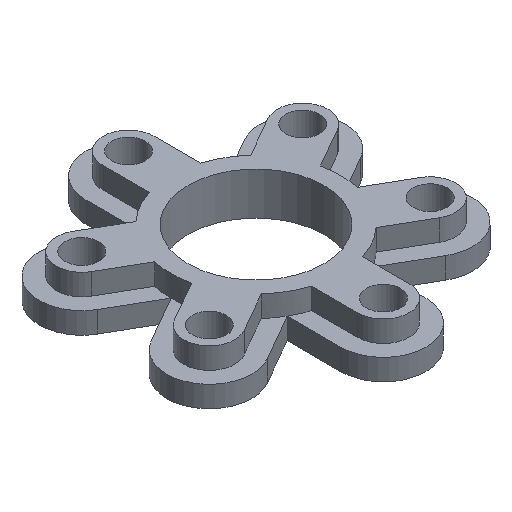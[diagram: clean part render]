
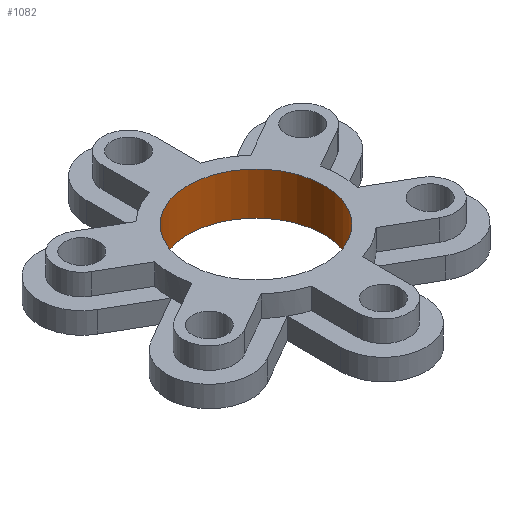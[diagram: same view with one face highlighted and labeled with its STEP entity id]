
A CAD part, isometric view. The second image highlights one B-rep face of the part: STEP entity #1082.
In plain terms, the highlighted cylindrical face has radius 16 mm (diameter 32 mm), a full revolution.
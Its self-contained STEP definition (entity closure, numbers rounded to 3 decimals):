
#122=FACE_OUTER_BOUND('',#193,.T.);
#193=EDGE_LOOP('',(#937,#938,#939,#940));
#290=LINE('',#1823,#387);
#387=VECTOR('',#1494,16.);
#439=CIRCLE('',#1173,16.);
#459=CIRCLE('',#1200,16.);
#519=VERTEX_POINT('',#1715);
#557=VERTEX_POINT('',#1804);
#641=EDGE_CURVE('',#519,#519,#439,.T.);
#685=EDGE_CURVE('',#557,#557,#459,.T.);
#694=EDGE_CURVE('',#519,#557,#290,.T.);
#937=ORIENTED_EDGE('',*,*,#641,.F.);
#938=ORIENTED_EDGE('',*,*,#694,.T.);
#939=ORIENTED_EDGE('',*,*,#685,.T.);
#940=ORIENTED_EDGE('',*,*,#694,.F.);
#1037=CYLINDRICAL_SURFACE('',#1209,16.);
#1082=ADVANCED_FACE('',(#122),#1037,.F.);
#1173=AXIS2_PLACEMENT_3D('',#1716,#1392,#1393);
#1200=AXIS2_PLACEMENT_3D('',#1805,#1470,#1471);
#1209=AXIS2_PLACEMENT_3D('',#1822,#1492,#1493);
#1392=DIRECTION('center_axis',(0.,0.,-1.));
#1393=DIRECTION('ref_axis',(1.,0.,0.));
#1470=DIRECTION('center_axis',(0.,0.,-1.));
#1471=DIRECTION('ref_axis',(1.,0.,0.));
#1492=DIRECTION('center_axis',(0.,0.,1.));
#1493=DIRECTION('ref_axis',(1.,0.,0.));
#1494=DIRECTION('',(0.,0.,-1.));
#1715=CARTESIAN_POINT('',(-16.,0.,10.));
#1716=CARTESIAN_POINT('Origin',(0.,0.,10.));
#1804=CARTESIAN_POINT('',(-16.,0.,0.));
#1805=CARTESIAN_POINT('Origin',(0.,0.,0.));
#1822=CARTESIAN_POINT('Origin',(0.,0.,0.));
#1823=CARTESIAN_POINT('',(-16.,0.,0.));
